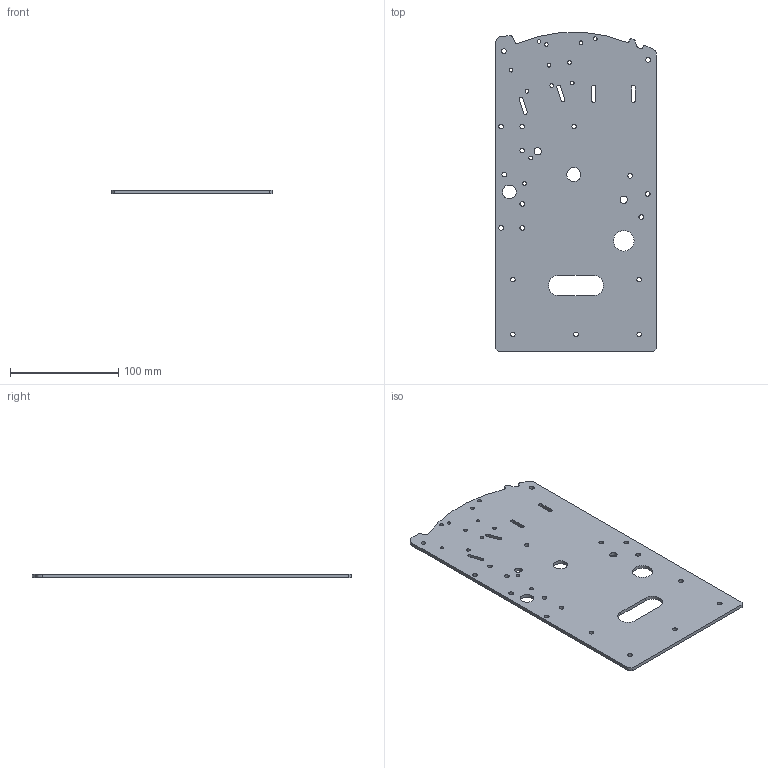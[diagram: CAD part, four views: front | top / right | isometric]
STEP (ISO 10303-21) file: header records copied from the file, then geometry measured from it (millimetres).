
FILE_DESCRIPTION(/* description */ ('LH Throttle Base Plate'),/* implementation_level */ '2;1');
FILE_NAME(/* name */ 'OH4A9-10_LH Throttle Base Plate_-_v45.step',/* time_stamp */ '2023-05-23T22:52:45-05:00',/* author */ (''),/* organization */ (''),/* preprocessor_version */ 'ST-DEVELOPER v19.2',/* originating_system */ 'Autodesk Translation Framework v12.4.0.73',/* authorisation */ '');
FILE_SCHEMA (('AUTOMOTIVE_DESIGN { 1 0 10303 214 3 1 1 }'));
Length unit declared in the file: inch
Products named in the file (1): OH4A9-10
Bounding box: 148.72 x 295.5 x 3.17 mm (x, y, z)
Volume: 130528.4 mm3; surface area: 87629.6 mm2
Topology: 1 solids, 1 shells, 81 faces, 237 edges, 158 vertices
Faces by surface type: cylinder 57, plane 24
Full cylindrical faces by diameter (mm): 3.454 x12, 4.305 x18, 6.756 x2, 12.7 x1, 13.017 x1, 19.05 x1
Entity records: 2947 total; most frequent: DIRECTION 515, CARTESIAN_POINT 477, ORIENTED_EDGE 474, EDGE_CURVE 237, AXIS2_PLACEMENT_3D 196, EDGE_LOOP 161, VERTEX_POINT 158, LINE 123
